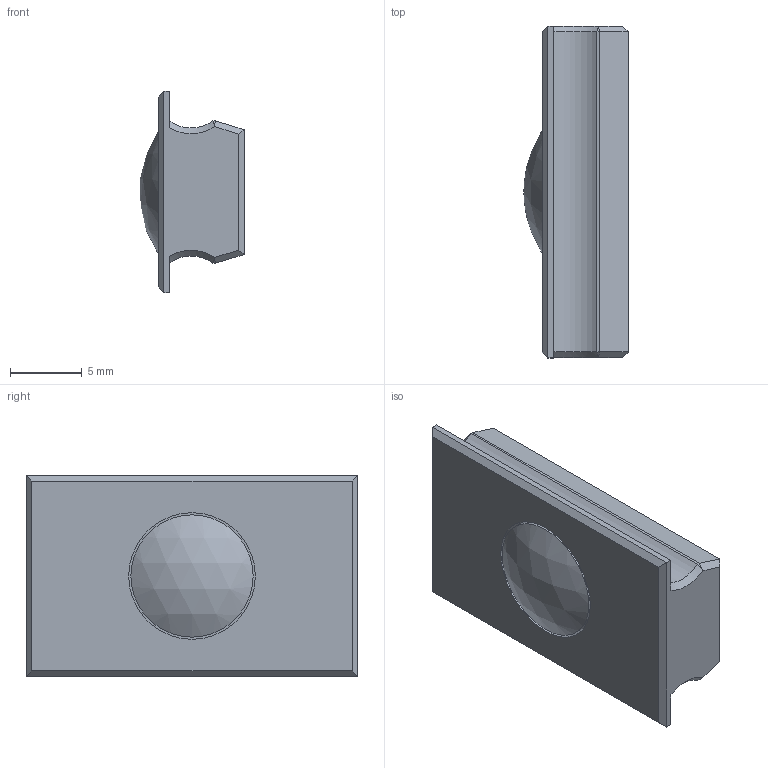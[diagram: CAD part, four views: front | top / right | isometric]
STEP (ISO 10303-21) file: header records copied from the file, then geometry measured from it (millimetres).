
FILE_DESCRIPTION(/* description */ (''),/* implementation_level */ '2;1');
FILE_NAME(/* name */ 'Gate Led Holder-non multicolor v2.step',/* time_stamp */ '2024-01-14T11:13:56+01:00',/* author */ (''),/* organization */ (''),/* preprocessor_version */ 'ST-DEVELOPER v20',/* originating_system */ 'Autodesk Translation Framework v12.14.0.127',/* authorisation */ '');
FILE_SCHEMA (('AUTOMOTIVE_DESIGN { 1 0 10303 214 3 1 1 }'));
Length unit declared in the file: millimetre
Products named in the file (1): Gate Led Holder-non multicolor
Bounding box: 7.25 x 23.05 x 14 mm (x, y, z)
Volume: 1171.9 mm3; surface area: 1221.5 mm2
Topology: 2 solids, 2 shells, 42 faces, 95 edges, 58 vertices
Faces by surface type: plane 28, cone 6, cylinder 5, sphere 3
Full cylindrical faces by diameter (mm): 7.7 x1, 8.498 x1, 8.798 x1
Entity records: 1177 total; most frequent: CARTESIAN_POINT 223, DIRECTION 191, ORIENTED_EDGE 188, EDGE_CURVE 94, AXIS2_PLACEMENT_3D 66, LINE 59, VECTOR 59, VERTEX_POINT 58
